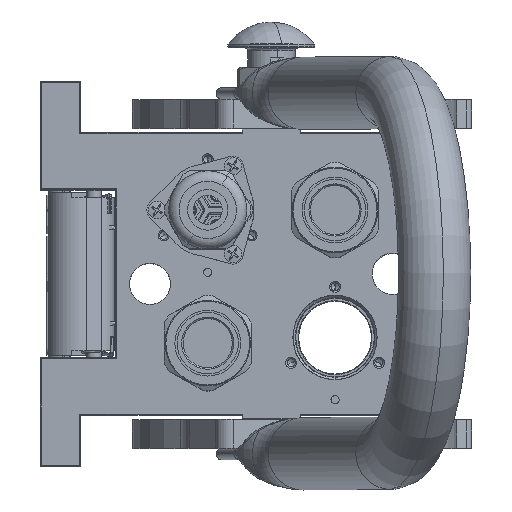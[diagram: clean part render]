
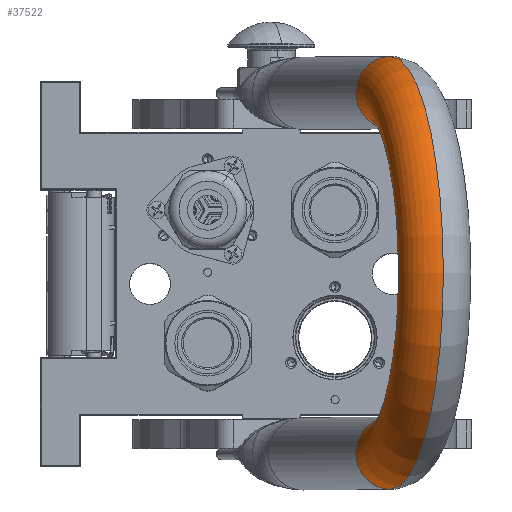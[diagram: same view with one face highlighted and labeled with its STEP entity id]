
A CAD part, top view. The second image highlights one B-rep face of the part: STEP entity #37522.
In plain terms, the highlighted toroidal (fillet/blend) face has major radius 62.25 mm and minor radius 12.5 mm.
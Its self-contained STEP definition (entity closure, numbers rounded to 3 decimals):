
#39 = CIRCLE ( 'NONE', #51687, 74.75 ) ;
#6591 = AXIS2_PLACEMENT_3D ( 'NONE', #101641, #63877, #150075 ) ;
#6879 = ORIENTED_EDGE ( 'NONE', *, *, #145165, .F. ) ;
#8709 = ORIENTED_EDGE ( 'NONE', *, *, #32045, .F. ) ;
#12536 = DIRECTION ( 'NONE',  ( 1., 0., 0. ) ) ;
#14635 = DIRECTION ( 'NONE',  ( -1., 0., 0. ) ) ;
#15548 = DIRECTION ( 'NONE',  ( 1., 0., 0. ) ) ;
#24821 = TOROIDAL_SURFACE ( 'NONE', #39795, 62.25, 12.5 ) ;
#28149 = ORIENTED_EDGE ( 'NONE', *, *, #125036, .T. ) ;
#32045 = EDGE_CURVE ( 'NONE', #75328, #115694, #84723, .T. ) ;
#36289 = FACE_OUTER_BOUND ( 'NONE', #82374, .T. ) ;
#37522 = ADVANCED_FACE ( 'NONE', ( #36289 ), #24821, .T. ) ;
#39795 = AXIS2_PLACEMENT_3D ( 'NONE', #155738, #106306, #12536 ) ;
#42897 = ORIENTED_EDGE ( 'NONE', *, *, #126903, .T. ) ;
#43047 = VERTEX_POINT ( 'NONE', #124078 ) ;
#51687 = AXIS2_PLACEMENT_3D ( 'NONE', #147283, #74376, #14635 ) ;
#60174 = CARTESIAN_POINT ( 'NONE',  ( 0., 0., 125.25 ) ) ;
#63563 = CARTESIAN_POINT ( 'NONE',  ( -62.25, 0., 125.25 ) ) ;
#63877 = DIRECTION ( 'NONE',  ( 0., 0., -1. ) ) ;
#64395 = CARTESIAN_POINT ( 'NONE',  ( -74.75, 0., 125.25 ) ) ;
#72392 = DIRECTION ( 'NONE',  ( -1., 0., 0. ) ) ;
#74376 = DIRECTION ( 'NONE',  ( 0., 1., 0. ) ) ;
#75328 = VERTEX_POINT ( 'NONE', #138010 ) ;
#75814 = DIRECTION ( 'NONE',  ( 0., 0., 1. ) ) ;
#82374 = EDGE_LOOP ( 'NONE', ( #28149, #8709, #6879, #42897 ) ) ;
#84723 = CIRCLE ( 'NONE', #6591, 12.5 ) ;
#101641 = CARTESIAN_POINT ( 'NONE',  ( 62.25, 0., 125.25 ) ) ;
#106306 = DIRECTION ( 'NONE',  ( 0., 1., 0. ) ) ;
#109085 = AXIS2_PLACEMENT_3D ( 'NONE', #60174, #145293, #72392 ) ;
#115694 = VERTEX_POINT ( 'NONE', #154252 ) ;
#124078 = CARTESIAN_POINT ( 'NONE',  ( -49.75, 0., 125.25 ) ) ;
#125036 = EDGE_CURVE ( 'NONE', #152824, #115694, #39, .T. ) ;
#126903 = EDGE_CURVE ( 'NONE', #43047, #152824, #151929, .T. ) ;
#138010 = CARTESIAN_POINT ( 'NONE',  ( 49.75, 0., 125.25 ) ) ;
#139620 = AXIS2_PLACEMENT_3D ( 'NONE', #63563, #75814, #15548 ) ;
#143850 = CIRCLE ( 'NONE', #109085, 49.75 ) ;
#145165 = EDGE_CURVE ( 'NONE', #43047, #75328, #143850, .T. ) ;
#145293 = DIRECTION ( 'NONE',  ( 0., 1., 0. ) ) ;
#147283 = CARTESIAN_POINT ( 'NONE',  ( 0., 0., 125.25 ) ) ;
#150075 = DIRECTION ( 'NONE',  ( -1., 0., 0. ) ) ;
#151929 = CIRCLE ( 'NONE', #139620, 12.5 ) ;
#152824 = VERTEX_POINT ( 'NONE', #64395 ) ;
#154252 = CARTESIAN_POINT ( 'NONE',  ( 74.75, 0., 125.25 ) ) ;
#155738 = CARTESIAN_POINT ( 'NONE',  ( 0., 0., 125.25 ) ) ;
